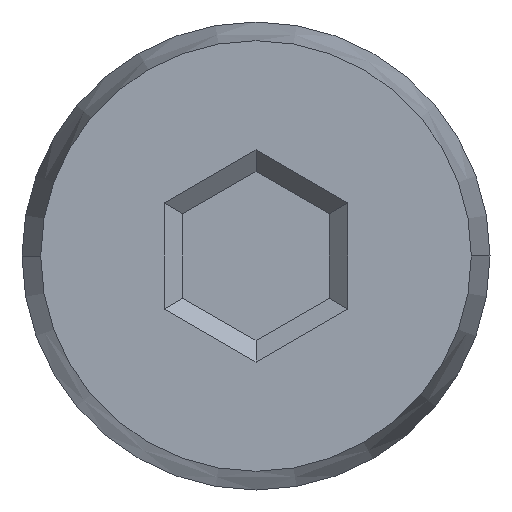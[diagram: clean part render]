
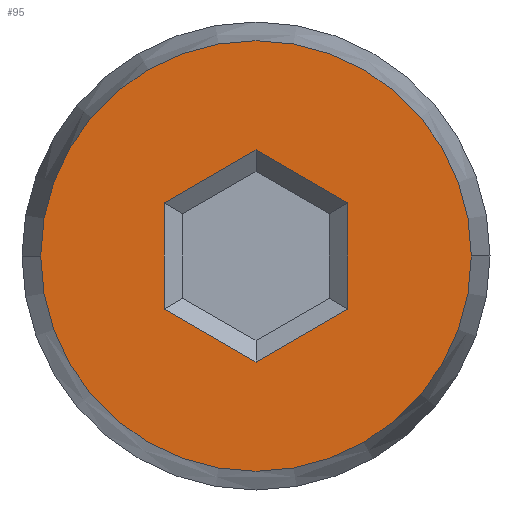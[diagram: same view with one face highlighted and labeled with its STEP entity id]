
A CAD part, left-side view. The second image highlights one B-rep face of the part: STEP entity #95.
In plain terms, the highlighted planar face has unit normal (-1, 0, 0).
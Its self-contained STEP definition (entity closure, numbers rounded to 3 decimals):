
#7 = EDGE_CURVE ( 'NONE', #18, #64, #212, .T. ) ;
#8 = VERTEX_POINT ( 'NONE', #208 ) ;
#12 = VERTEX_POINT ( 'NONE', #171 ) ;
#15 = EDGE_CURVE ( 'NONE', #34, #8, #170, .T. ) ;
#16 = ORIENTED_EDGE ( 'NONE', *, *, #20, .T. ) ;
#17 = ORIENTED_EDGE ( 'NONE', *, *, #15, .T. ) ;
#18 = VERTEX_POINT ( 'NONE', #166 ) ;
#20 = EDGE_CURVE ( 'NONE', #8, #18, #165, .T. ) ;
#22 = VERTEX_POINT ( 'NONE', #161 ) ;
#28 = ORIENTED_EDGE ( 'NONE', *, *, #38, .T. ) ;
#33 = EDGE_CURVE ( 'NONE', #86, #85, #338, .T. ) ;
#34 = VERTEX_POINT ( 'NONE', #384 ) ;
#37 = ORIENTED_EDGE ( 'NONE', *, *, #33, .F. ) ;
#38 = EDGE_CURVE ( 'NONE', #22, #34, #366, .T. ) ;
#62 = EDGE_LOOP ( 'NONE', ( #63, #37 ) ) ;
#63 = ORIENTED_EDGE ( 'NONE', *, *, #84, .F. ) ;
#64 = VERTEX_POINT ( 'NONE', #524 ) ;
#65 = ORIENTED_EDGE ( 'NONE', *, *, #66, .T. ) ;
#66 = EDGE_CURVE ( 'NONE', #64, #12, #522, .T. ) ;
#67 = ORIENTED_EDGE ( 'NONE', *, *, #7, .T. ) ;
#77 = EDGE_CURVE ( 'NONE', #12, #22, #481, .T. ) ;
#84 = EDGE_CURVE ( 'NONE', #85, #86, #425, .T. ) ;
#85 = VERTEX_POINT ( 'NONE', #401 ) ;
#86 = VERTEX_POINT ( 'NONE', #400 ) ;
#95 = ADVANCED_FACE ( 'NONE', ( #619, #592 ), #678, .T. ) ;
#96 = EDGE_LOOP ( 'NONE', ( #97, #28, #17, #16, #67, #65 ) ) ;
#97 = ORIENTED_EDGE ( 'NONE', *, *, #77, .T. ) ;
#161 = CARTESIAN_POINT ( 'NONE',  ( -16.433, 2.742, -2.404 ) ) ;
#162 = DIRECTION ( 'NONE',  ( 0., -0.866, 0.5 ) ) ;
#163 = VECTOR ( 'NONE', #162, 1000. ) ;
#164 = CARTESIAN_POINT ( 'NONE',  ( -16.433, 2.869, 0.401 ) ) ;
#165 = LINE ( 'NONE', #164, #163 ) ;
#166 = CARTESIAN_POINT ( 'NONE',  ( -16.433, 2.742, 0.474 ) ) ;
#167 = DIRECTION ( 'NONE',  ( 0., 0., 1. ) ) ;
#168 = VECTOR ( 'NONE', #167, 1000. ) ;
#169 = CARTESIAN_POINT ( 'NONE',  ( -16.433, 3.988, -0.392 ) ) ;
#170 = LINE ( 'NONE', #169, #168 ) ;
#171 = CARTESIAN_POINT ( 'NONE',  ( -16.433, 1.496, -1.685 ) ) ;
#208 = CARTESIAN_POINT ( 'NONE',  ( -16.433, 3.988, -0.246 ) ) ;
#209 = DIRECTION ( 'NONE',  ( 0., -0.866, -0.5 ) ) ;
#210 = VECTOR ( 'NONE', #209, 1000. ) ;
#211 = CARTESIAN_POINT ( 'NONE',  ( -16.433, 1.623, -0.172 ) ) ;
#212 = LINE ( 'NONE', #211, #210 ) ;
#337 = CARTESIAN_POINT ( 'NONE',  ( -16.433, 2.742, -0.965 ) ) ;
#338 = CIRCLE ( 'NONE', #387, 2.921 ) ;
#363 = DIRECTION ( 'NONE',  ( 0., 0.866, 0.5 ) ) ;
#364 = VECTOR ( 'NONE', #363, 1000. ) ;
#365 = CARTESIAN_POINT ( 'NONE',  ( -16.433, 3.861, -1.758 ) ) ;
#366 = LINE ( 'NONE', #365, #364 ) ;
#384 = CARTESIAN_POINT ( 'NONE',  ( -16.433, 3.988, -1.685 ) ) ;
#385 = DIRECTION ( 'NONE',  ( 0., 1., 0. ) ) ;
#386 = DIRECTION ( 'NONE',  ( 1., 0., 0. ) ) ;
#387 = AXIS2_PLACEMENT_3D ( 'NONE', #337, #386, #385 ) ;
#400 = CARTESIAN_POINT ( 'NONE',  ( -16.433, -0.179, -0.965 ) ) ;
#401 = CARTESIAN_POINT ( 'NONE',  ( -16.433, 5.663, -0.965 ) ) ;
#402 = DIRECTION ( 'NONE',  ( 0., 1., 0. ) ) ;
#403 = DIRECTION ( 'NONE',  ( 1., 0., 0. ) ) ;
#424 = AXIS2_PLACEMENT_3D ( 'NONE', #430, #403, #402 ) ;
#425 = CIRCLE ( 'NONE', #424, 2.921 ) ;
#430 = CARTESIAN_POINT ( 'NONE',  ( -16.433, 2.742, -0.965 ) ) ;
#478 = DIRECTION ( 'NONE',  ( 0., 0.866, -0.5 ) ) ;
#479 = VECTOR ( 'NONE', #478, 1000. ) ;
#480 = CARTESIAN_POINT ( 'NONE',  ( -16.433, 2.615, -2.331 ) ) ;
#481 = LINE ( 'NONE', #480, #479 ) ;
#519 = DIRECTION ( 'NONE',  ( 0., 0., -1. ) ) ;
#520 = VECTOR ( 'NONE', #519, 1000. ) ;
#521 = CARTESIAN_POINT ( 'NONE',  ( -16.433, 1.496, -1.538 ) ) ;
#522 = LINE ( 'NONE', #521, #520 ) ;
#524 = CARTESIAN_POINT ( 'NONE',  ( -16.433, 1.496, -0.246 ) ) ;
#592 = FACE_OUTER_BOUND ( 'NONE', #62, .T. ) ;
#619 = FACE_BOUND ( 'NONE', #96, .T. ) ;
#650 = DIRECTION ( 'NONE',  ( 0., -1., 0. ) ) ;
#675 = DIRECTION ( 'NONE',  ( -1., 0., 0. ) ) ;
#676 = CARTESIAN_POINT ( 'NONE',  ( -16.433, 2.742, -0.965 ) ) ;
#677 = AXIS2_PLACEMENT_3D ( 'NONE', #676, #675, #650 ) ;
#678 = PLANE ( 'NONE',  #677 ) ;
